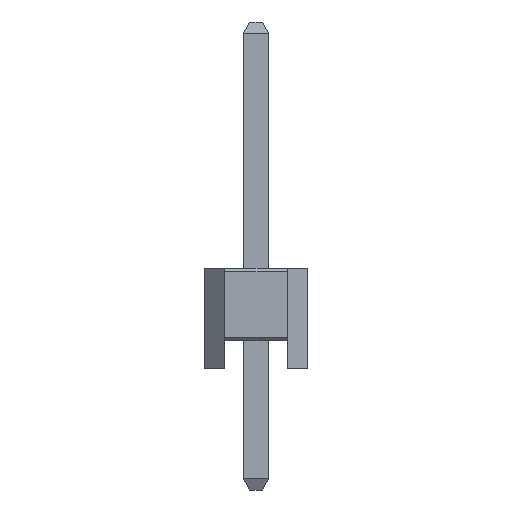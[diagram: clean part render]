
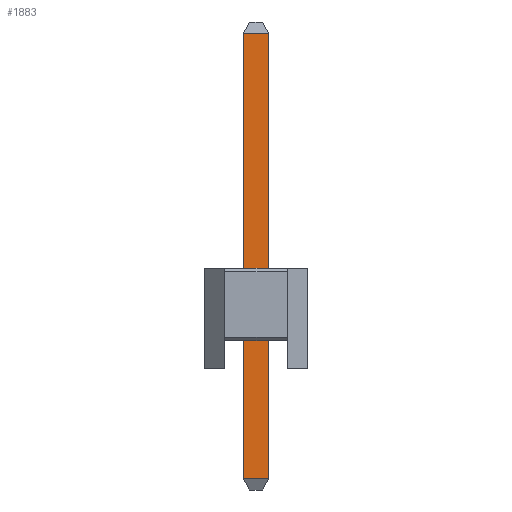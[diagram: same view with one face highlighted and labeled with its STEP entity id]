
A CAD part, left-side view. The second image highlights one B-rep face of the part: STEP entity #1883.
In plain terms, the highlighted planar face has unit normal (-1, 0, 0).
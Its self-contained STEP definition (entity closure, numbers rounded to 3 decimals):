
#1883=ADVANCED_FACE('',(#3169),#3171,.T.);
#3169=FACE_BOUND('',#3170,.T.);
#3170=EDGE_LOOP('',(#4032,#4033,#4034,#4035));
#3171=PLANE('',#3172);
#3172=AXIS2_PLACEMENT_3D('',#3173,#3174,#3175);
#3173=CARTESIAN_POINT('',(-0.32,0.32,-3.));
#3174=DIRECTION('',(-1.,0.,0.));
#3175=DIRECTION('',(0.,-1.,0.));
#4032=ORIENTED_EDGE('',*,*,#4472,.F.);
#4033=ORIENTED_EDGE('',*,*,#4471,.F.);
#4034=ORIENTED_EDGE('',*,*,#4473,.T.);
#4035=ORIENTED_EDGE('',*,*,#4474,.T.);
#4471=EDGE_CURVE('',#5105,#5101,#5107,.T.);
#4472=EDGE_CURVE('',#5101,#5108,#5109,.T.);
#4473=EDGE_CURVE('',#5105,#5110,#5111,.T.);
#4474=EDGE_CURVE('',#5110,#5108,#5112,.T.);
#5101=VERTEX_POINT('',#6517);
#5105=VERTEX_POINT('',#6525);
#5107=LINE('',#6529,#6530);
#5108=VERTEX_POINT('',#6532);
#5109=LINE('',#6533,#6534);
#5110=VERTEX_POINT('',#6536);
#5111=LINE('',#6537,#6538);
#5112=LINE('',#6540,#6541);
#6517=CARTESIAN_POINT('',(-0.32,0.32,8.323));
#6525=CARTESIAN_POINT('',(-0.32,0.32,-2.723));
#6529=CARTESIAN_POINT('',(-0.32,0.32,-2.723));
#6530=VECTOR('',#6531,1.);
#6531=DIRECTION('',(0.,0.,1.));
#6532=CARTESIAN_POINT('',(-0.32,-0.32,8.323));
#6533=CARTESIAN_POINT('',(-0.32,0.32,8.323));
#6534=VECTOR('',#6535,1.);
#6535=DIRECTION('',(0.,-1.,0.));
#6536=CARTESIAN_POINT('',(-0.32,-0.32,-2.723));
#6537=CARTESIAN_POINT('',(-0.32,0.32,-2.723));
#6538=VECTOR('',#6539,1.);
#6539=DIRECTION('',(0.,-1.,0.));
#6540=CARTESIAN_POINT('',(-0.32,-0.32,-2.723));
#6541=VECTOR('',#6542,1.);
#6542=DIRECTION('',(0.,0.,1.));
